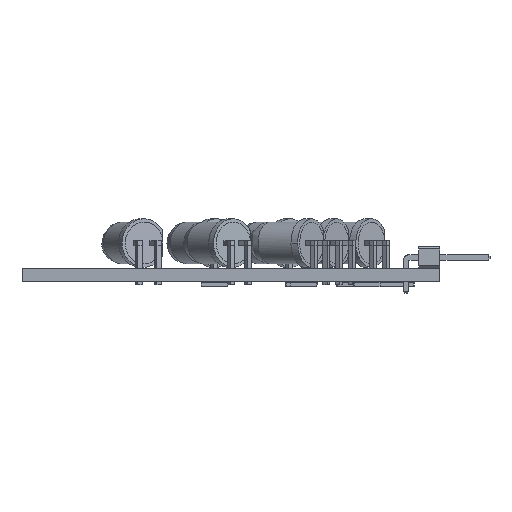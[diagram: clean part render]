
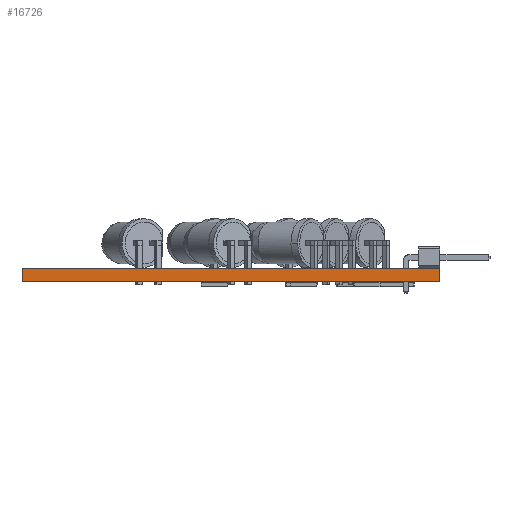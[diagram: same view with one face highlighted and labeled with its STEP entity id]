
A CAD part, front view. The second image highlights one B-rep face of the part: STEP entity #16726.
In plain terms, the highlighted planar face has unit normal (0, -1, 0).
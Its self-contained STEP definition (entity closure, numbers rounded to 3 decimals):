
#16726 = ADVANCED_FACE('',(#16727),#16741,.T.);
#16727 = FACE_BOUND('',#16728,.T.);
#16728 = EDGE_LOOP('',(#16729,#16764,#16792,#16820));
#16729 = ORIENTED_EDGE('',*,*,#16730,.T.);
#16730 = EDGE_CURVE('',#16731,#16733,#16735,.T.);
#16731 = VERTEX_POINT('',#16732);
#16732 = CARTESIAN_POINT('',(220.,-130.,0.));
#16733 = VERTEX_POINT('',#16734);
#16734 = CARTESIAN_POINT('',(220.,-130.,1.6));
#16735 = SURFACE_CURVE('',#16736,(#16740,#16752),.PCURVE_S1.);
#16736 = LINE('',#16737,#16738);
#16737 = CARTESIAN_POINT('',(220.,-130.,0.));
#16738 = VECTOR('',#16739,1.);
#16739 = DIRECTION('',(0.,0.,1.));
#16740 = PCURVE('',#16741,#16746);
#16741 = PLANE('',#16742);
#16742 = AXIS2_PLACEMENT_3D('',#16743,#16744,#16745);
#16743 = CARTESIAN_POINT('',(220.,-130.,0.));
#16744 = DIRECTION('',(0.,-1.,0.));
#16745 = DIRECTION('',(-1.,0.,0.));
#16746 = DEFINITIONAL_REPRESENTATION('',(#16747),#16751);
#16747 = LINE('',#16748,#16749);
#16748 = CARTESIAN_POINT('',(0.,0.));
#16749 = VECTOR('',#16750,1.);
#16750 = DIRECTION('',(0.,-1.));
#16751 = ( GEOMETRIC_REPRESENTATION_CONTEXT(2) 
PARAMETRIC_REPRESENTATION_CONTEXT() REPRESENTATION_CONTEXT('2D SPACE',''
  ) );
#16752 = PCURVE('',#16753,#16758);
#16753 = PLANE('',#16754);
#16754 = AXIS2_PLACEMENT_3D('',#16755,#16756,#16757);
#16755 = CARTESIAN_POINT('',(220.,-55.,0.));
#16756 = DIRECTION('',(1.,0.,0.));
#16757 = DIRECTION('',(0.,-1.,0.));
#16758 = DEFINITIONAL_REPRESENTATION('',(#16759),#16763);
#16759 = LINE('',#16760,#16761);
#16760 = CARTESIAN_POINT('',(75.,0.));
#16761 = VECTOR('',#16762,1.);
#16762 = DIRECTION('',(0.,-1.));
#16763 = ( GEOMETRIC_REPRESENTATION_CONTEXT(2) 
PARAMETRIC_REPRESENTATION_CONTEXT() REPRESENTATION_CONTEXT('2D SPACE',''
  ) );
#16764 = ORIENTED_EDGE('',*,*,#16765,.T.);
#16765 = EDGE_CURVE('',#16733,#16766,#16768,.T.);
#16766 = VERTEX_POINT('',#16767);
#16767 = CARTESIAN_POINT('',(170.,-130.,1.6));
#16768 = SURFACE_CURVE('',#16769,(#16773,#16780),.PCURVE_S1.);
#16769 = LINE('',#16770,#16771);
#16770 = CARTESIAN_POINT('',(220.,-130.,1.6));
#16771 = VECTOR('',#16772,1.);
#16772 = DIRECTION('',(-1.,0.,0.));
#16773 = PCURVE('',#16741,#16774);
#16774 = DEFINITIONAL_REPRESENTATION('',(#16775),#16779);
#16775 = LINE('',#16776,#16777);
#16776 = CARTESIAN_POINT('',(0.,-1.6));
#16777 = VECTOR('',#16778,1.);
#16778 = DIRECTION('',(1.,0.));
#16779 = ( GEOMETRIC_REPRESENTATION_CONTEXT(2) 
PARAMETRIC_REPRESENTATION_CONTEXT() REPRESENTATION_CONTEXT('2D SPACE',''
  ) );
#16780 = PCURVE('',#16781,#16786);
#16781 = PLANE('',#16782);
#16782 = AXIS2_PLACEMENT_3D('',#16783,#16784,#16785);
#16783 = CARTESIAN_POINT('',(202.487,-100.011,1.6));
#16784 = DIRECTION('',(0.,0.,-1.));
#16785 = DIRECTION('',(-1.,0.,0.));
#16786 = DEFINITIONAL_REPRESENTATION('',(#16787),#16791);
#16787 = LINE('',#16788,#16789);
#16788 = CARTESIAN_POINT('',(-17.513,-29.989));
#16789 = VECTOR('',#16790,1.);
#16790 = DIRECTION('',(1.,0.));
#16791 = ( GEOMETRIC_REPRESENTATION_CONTEXT(2) 
PARAMETRIC_REPRESENTATION_CONTEXT() REPRESENTATION_CONTEXT('2D SPACE',''
  ) );
#16792 = ORIENTED_EDGE('',*,*,#16793,.F.);
#16793 = EDGE_CURVE('',#16794,#16766,#16796,.T.);
#16794 = VERTEX_POINT('',#16795);
#16795 = CARTESIAN_POINT('',(170.,-130.,0.));
#16796 = SURFACE_CURVE('',#16797,(#16801,#16808),.PCURVE_S1.);
#16797 = LINE('',#16798,#16799);
#16798 = CARTESIAN_POINT('',(170.,-130.,0.));
#16799 = VECTOR('',#16800,1.);
#16800 = DIRECTION('',(0.,0.,1.));
#16801 = PCURVE('',#16741,#16802);
#16802 = DEFINITIONAL_REPRESENTATION('',(#16803),#16807);
#16803 = LINE('',#16804,#16805);
#16804 = CARTESIAN_POINT('',(50.,0.));
#16805 = VECTOR('',#16806,1.);
#16806 = DIRECTION('',(0.,-1.));
#16807 = ( GEOMETRIC_REPRESENTATION_CONTEXT(2) 
PARAMETRIC_REPRESENTATION_CONTEXT() REPRESENTATION_CONTEXT('2D SPACE',''
  ) );
#16808 = PCURVE('',#16809,#16814);
#16809 = PLANE('',#16810);
#16810 = AXIS2_PLACEMENT_3D('',#16811,#16812,#16813);
#16811 = CARTESIAN_POINT('',(170.,-130.,0.));
#16812 = DIRECTION('',(-0.312,0.95,0.));
#16813 = DIRECTION('',(0.95,0.312,0.));
#16814 = DEFINITIONAL_REPRESENTATION('',(#16815),#16819);
#16815 = LINE('',#16816,#16817);
#16816 = CARTESIAN_POINT('',(0.,0.));
#16817 = VECTOR('',#16818,1.);
#16818 = DIRECTION('',(0.,-1.));
#16819 = ( GEOMETRIC_REPRESENTATION_CONTEXT(2) 
PARAMETRIC_REPRESENTATION_CONTEXT() REPRESENTATION_CONTEXT('2D SPACE',''
  ) );
#16820 = ORIENTED_EDGE('',*,*,#16821,.F.);
#16821 = EDGE_CURVE('',#16731,#16794,#16822,.T.);
#16822 = SURFACE_CURVE('',#16823,(#16827,#16834),.PCURVE_S1.);
#16823 = LINE('',#16824,#16825);
#16824 = CARTESIAN_POINT('',(220.,-130.,0.));
#16825 = VECTOR('',#16826,1.);
#16826 = DIRECTION('',(-1.,0.,0.));
#16827 = PCURVE('',#16741,#16828);
#16828 = DEFINITIONAL_REPRESENTATION('',(#16829),#16833);
#16829 = LINE('',#16830,#16831);
#16830 = CARTESIAN_POINT('',(0.,0.));
#16831 = VECTOR('',#16832,1.);
#16832 = DIRECTION('',(1.,0.));
#16833 = ( GEOMETRIC_REPRESENTATION_CONTEXT(2) 
PARAMETRIC_REPRESENTATION_CONTEXT() REPRESENTATION_CONTEXT('2D SPACE',''
  ) );
#16834 = PCURVE('',#16835,#16840);
#16835 = PLANE('',#16836);
#16836 = AXIS2_PLACEMENT_3D('',#16837,#16838,#16839);
#16837 = CARTESIAN_POINT('',(202.487,-100.011,0.));
#16838 = DIRECTION('',(0.,0.,-1.));
#16839 = DIRECTION('',(-1.,0.,0.));
#16840 = DEFINITIONAL_REPRESENTATION('',(#16841),#16845);
#16841 = LINE('',#16842,#16843);
#16842 = CARTESIAN_POINT('',(-17.513,-29.989));
#16843 = VECTOR('',#16844,1.);
#16844 = DIRECTION('',(1.,0.));
#16845 = ( GEOMETRIC_REPRESENTATION_CONTEXT(2) 
PARAMETRIC_REPRESENTATION_CONTEXT() REPRESENTATION_CONTEXT('2D SPACE',''
  ) );
